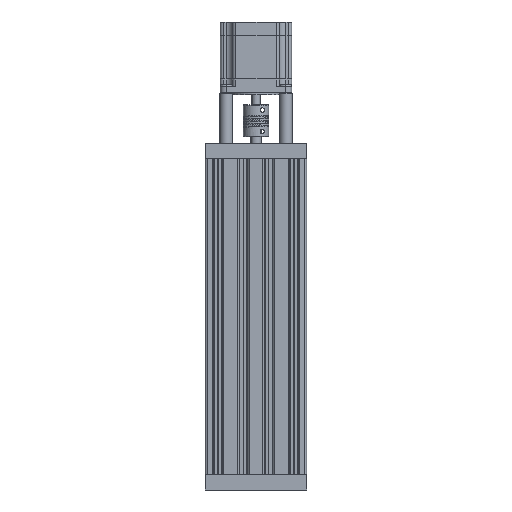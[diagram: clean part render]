
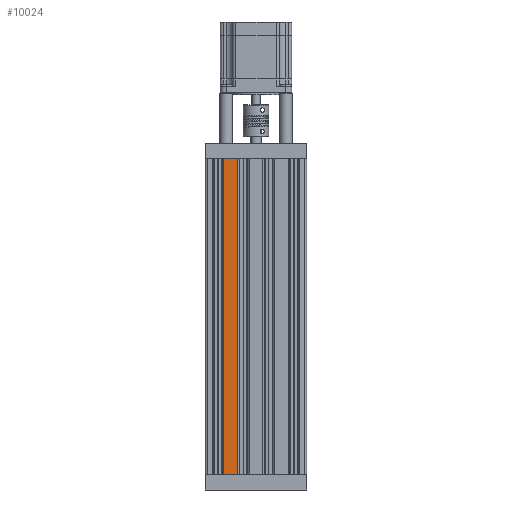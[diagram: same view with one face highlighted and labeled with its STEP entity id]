
A CAD part, front view. The second image highlights one B-rep face of the part: STEP entity #10024.
In plain terms, the highlighted face is planar.
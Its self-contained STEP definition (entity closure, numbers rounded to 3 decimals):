
#784 = EDGE_CURVE ( 'NONE', #8053, #17267, #7775, .T. ) ;
#1197 = VECTOR ( 'NONE', #26696, 1000. ) ;
#1540 = AXIS2_PLACEMENT_3D ( 'NONE', #7359, #24646, #9928 ) ;
#2032 = EDGE_CURVE ( 'NONE', #25826, #8053, #11175, .T. ) ;
#3122 = DIRECTION ( 'NONE',  ( 0., 0., -1. ) ) ;
#3327 = EDGE_CURVE ( 'NONE', #25826, #8471, #22320, .T. ) ;
#4401 = ORIENTED_EDGE ( 'NONE', *, *, #7732, .T. ) ;
#5278 = CARTESIAN_POINT ( 'NONE',  ( -20., 14.58, 250. ) ) ;
#7255 = DIRECTION ( 'NONE',  ( 0., 1., 0. ) ) ;
#7359 = CARTESIAN_POINT ( 'NONE',  ( -20., 0., 250. ) ) ;
#7732 = EDGE_CURVE ( 'NONE', #8471, #17267, #27892, .T. ) ;
#7775 = LINE ( 'NONE', #31513, #1197 ) ;
#7986 = EDGE_LOOP ( 'NONE', ( #14681, #30456, #26331, #4401 ) ) ;
#8053 = VERTEX_POINT ( 'NONE', #9497 ) ;
#8471 = VERTEX_POINT ( 'NONE', #25726 ) ;
#9260 = VECTOR ( 'NONE', #7255, 1000. ) ;
#9497 = CARTESIAN_POINT ( 'NONE',  ( -20., 14.58, 0. ) ) ;
#9928 = DIRECTION ( 'NONE',  ( 0., -1., 0. ) ) ;
#10024 = ADVANCED_FACE ( 'NONE', ( #28890 ), #19696, .T. ) ;
#10590 = VECTOR ( 'NONE', #3122, 1000. ) ;
#11175 = LINE ( 'NONE', #15560, #29987 ) ;
#14681 = ORIENTED_EDGE ( 'NONE', *, *, #784, .F. ) ;
#15421 = CARTESIAN_POINT ( 'NONE',  ( -20., 25.42, 250. ) ) ;
#15560 = CARTESIAN_POINT ( 'NONE',  ( -20., 14.58, 250. ) ) ;
#17267 = VERTEX_POINT ( 'NONE', #28072 ) ;
#18052 = DIRECTION ( 'NONE',  ( 0., 0., -1. ) ) ;
#19696 = PLANE ( 'NONE',  #1540 ) ;
#22320 = LINE ( 'NONE', #31611, #9260 ) ;
#24646 = DIRECTION ( 'NONE',  ( -1., 0., 0. ) ) ;
#25726 = CARTESIAN_POINT ( 'NONE',  ( -20., 25.42, 250. ) ) ;
#25826 = VERTEX_POINT ( 'NONE', #5278 ) ;
#26331 = ORIENTED_EDGE ( 'NONE', *, *, #3327, .T. ) ;
#26696 = DIRECTION ( 'NONE',  ( 0., 1., 0. ) ) ;
#27892 = LINE ( 'NONE', #15421, #10590 ) ;
#28072 = CARTESIAN_POINT ( 'NONE',  ( -20., 25.42, 0. ) ) ;
#28890 = FACE_OUTER_BOUND ( 'NONE', #7986, .T. ) ;
#29987 = VECTOR ( 'NONE', #18052, 1000. ) ;
#30456 = ORIENTED_EDGE ( 'NONE', *, *, #2032, .F. ) ;
#31513 = CARTESIAN_POINT ( 'NONE',  ( -20., 0., 0. ) ) ;
#31611 = CARTESIAN_POINT ( 'NONE',  ( -20., 0., 250. ) ) ;
